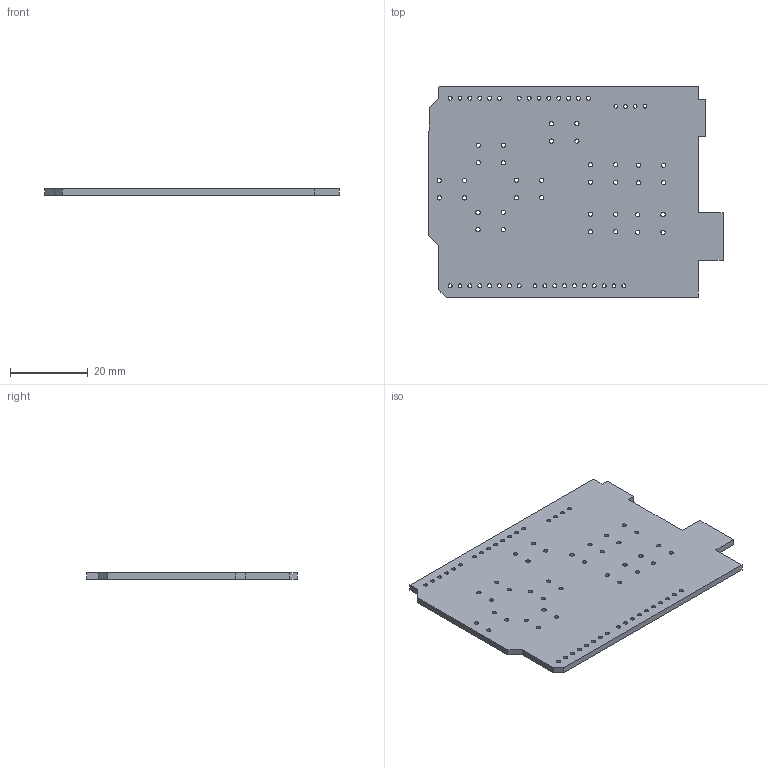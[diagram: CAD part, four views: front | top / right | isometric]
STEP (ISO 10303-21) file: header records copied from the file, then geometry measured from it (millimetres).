
FILE_DESCRIPTION(('KiCad electronic assembly'),'2;1');
FILE_NAME('AS-OPEN9BTN-UNOSHLD-01.step','2022-11-27T00:13:47',('Pcbnew') ,('Kicad'),'Open CASCADE STEP processor 7.6','KiCad to STEP converter' ,'Unknown');
FILE_SCHEMA(('AUTOMOTIVE_DESIGN { 1 0 10303 214 1 1 1 1 }'));
Length unit declared in the file: millimetre
Products named in the file (2): AS-OPEN9BTN-UNOSHLD-01 1; AS-OPEN9BTN-UNOSHLD-01 PCB
Assembly tree (1 placements, depth 2):
  AS-OPEN9BTN-UNOSHLD-01 1
    AS-OPEN9BTN-UNOSHLD-01 PCB
Bounding box: 75.74 x 54.15 x 1.6 mm (x, y, z)
Volume: 5978.5 mm3; surface area: 8267.1 mm2
Topology: 1 solids, 1 shells, 91 faces, 267 edges, 178 vertices
Faces by surface type: cylinder 72, plane 19
Full cylindrical faces by diameter (mm): 0.95 x4, 1 x32, 1.1 x36
Entity records: 7343 total; most frequent: CARTESIAN_POINT 1936, DIRECTION 987, ORIENTED_EDGE 534, PCURVE 534, DEFINITIONAL_REPRESENTATION 534, LINE 513, VECTOR 513, EDGE_CURVE 267
